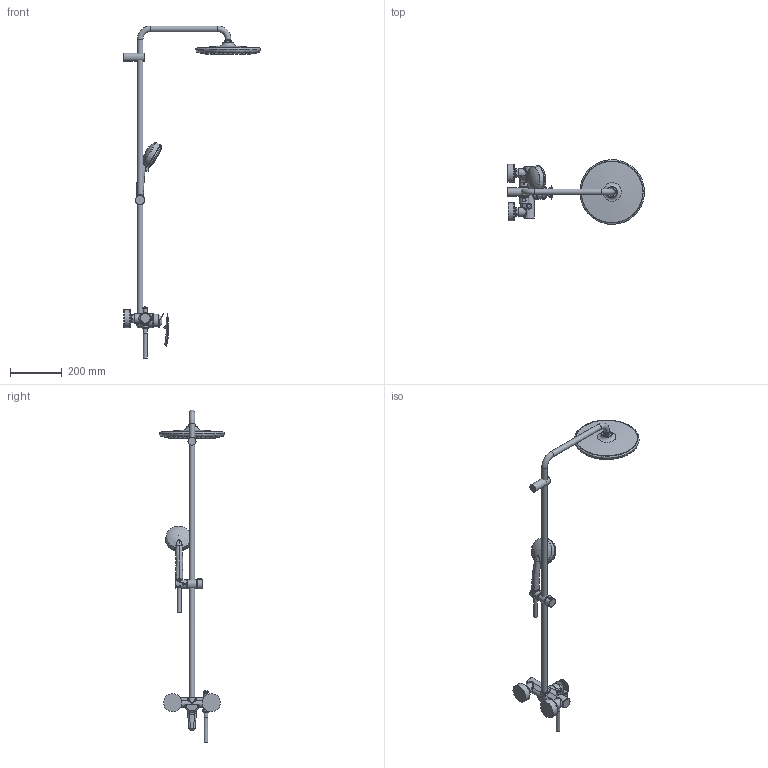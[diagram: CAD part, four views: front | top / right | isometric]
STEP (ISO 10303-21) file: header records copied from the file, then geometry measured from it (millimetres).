
FILE_DESCRIPTION(/* description */ ('Unknown'),/* implementation_level */ '2;1');
FILE_NAME(/* name */ '26673000',/* time_stamp */ '2022-09-07T17:07:02+02:00',/* author */ ('Unknown'),/* organization */ ('GROHE AG'),/* preprocessor_version */ 'ST-DEVELOPER v16.7',/* originating_system */ 'DEX',/* authorisation */ $);
FILE_SCHEMA (('AUTOMOTIVE_DESIGN {1 0 10303 214 3 1 1}'));
Products named in the file (11): 26673000; 26673000_0; 26673000_1; id113; 50.9697.1_Standard; 50.9702.1_Standard; A_4282152_eurostyle_basin mixer_lever head; extrude#; HEALED_BODY_2  ; trim_sur
Assembly tree (10 placements, depth 2):
  26673000
    26673000
    26673000_0
    26673000_1
    id113
    50.9697.1_Standard
    50.9702.1_Standard
    A_4282152_eurostyle_basin mixer_lever head
    extrude#
    HEALED_BODY_2  
    trim_sur
Bounding box: 528.92 x 249.85 x 1282.85 mm (x, y, z)
Volume: 257509.6 mm3; surface area: 393055.4 mm2
Topology: 3 solids, 316 shells, 1804 faces, 6923 edges, 5290 vertices
Faces by surface type: bspline 914, cylinder 464, cone 145, torus 133, sphere 76, plane 72
Full cylindrical faces by diameter (mm): 1 x114, 2 x1, 2.2 x55, 2.8 x51, 3.6 x23, 3.8 x126, 14.262 x2, 15 x2, 15.196 x1, 18.196 x1, 19.9 x1, 20.955 x1, 20.96 x1, 22 x3, 22.376 x1, 22.6 x1, 23 x1, 31.3 x1, 33.4 x2, 34 x1, 36 x3, 36.8 x2, 40 x1, 52.3 x1, 54 x1, 55 x1, 70 x2, 89.4 x1, 90.2 x1, 98.174 x1
Entity records: 110264 total; most frequent: CARTESIAN_POINT 69240, ORIENTED_EDGE 7326, EDGE_CURVE 5211, VERTEX_POINT 4495, B_SPLINE_CURVE_WITH_KNOTS 4018, DIRECTION 3878, FACE_BOUND 2876, EDGE_LOOP 2875
